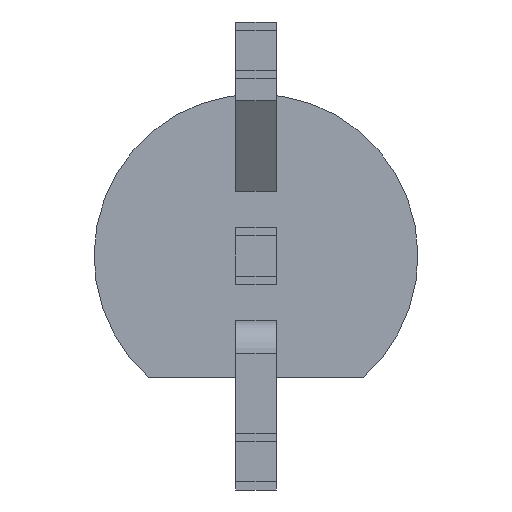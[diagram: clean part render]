
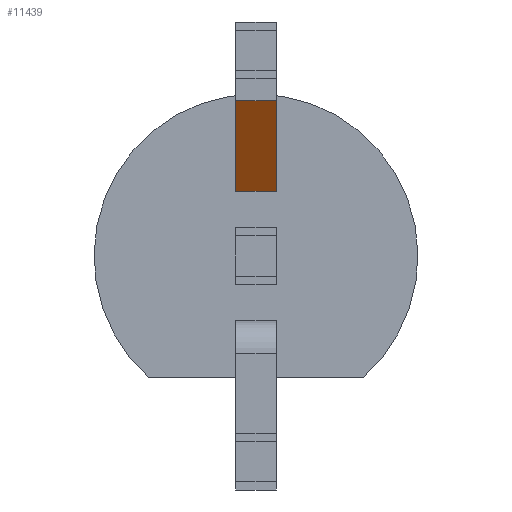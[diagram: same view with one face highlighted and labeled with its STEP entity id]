
A CAD part, front view. The second image highlights one B-rep face of the part: STEP entity #11439.
In plain terms, the highlighted planar face has unit normal (0, -0.82, -0.572).
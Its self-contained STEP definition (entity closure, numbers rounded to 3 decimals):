
#10102 = PLANE('',#10103);
#10103 = AXIS2_PLACEMENT_3D('',#10104,#10105,#10106);
#10104 = CARTESIAN_POINT('',(0.25,-33.104,-0.745));
#10105 = DIRECTION('',(-1.,0.,-0.));
#10106 = DIRECTION('',(0.,0.,1.));
#10130 = PLANE('',#10131);
#10131 = AXIS2_PLACEMENT_3D('',#10132,#10133,#10134);
#10132 = CARTESIAN_POINT('',(0.25,-33.104,0.8));
#10133 = DIRECTION('',(0.,0.,-1.));
#10134 = DIRECTION('',(0.,1.,0.));
#10158 = PLANE('',#10159);
#10159 = AXIS2_PLACEMENT_3D('',#10160,#10161,#10162);
#10160 = CARTESIAN_POINT('',(-0.25,-33.104,-0.745));
#10161 = DIRECTION('',(-1.,0.,-0.));
#10162 = DIRECTION('',(0.,0.,1.));
#11330 = PLANE('',#11331);
#11331 = AXIS2_PLACEMENT_3D('',#11332,#11333,#11334);
#11332 = CARTESIAN_POINT('',(0.25,-33.104,1.916));
#11333 = DIRECTION('',(0.,0.,-1.));
#11334 = DIRECTION('',(-1.,0.,-0.));
#11368 = VERTEX_POINT('',#11369);
#11369 = CARTESIAN_POINT('',(-0.25,-1.322,1.916));
#11390 = EDGE_CURVE('',#11391,#11368,#11393,.T.);
#11391 = VERTEX_POINT('',#11392);
#11392 = CARTESIAN_POINT('',(0.25,-1.322,1.916));
#11393 = SURFACE_CURVE('',#11394,(#11398,#11405),.PCURVE_S1.);
#11394 = LINE('',#11395,#11396);
#11395 = CARTESIAN_POINT('',(0.25,-1.322,1.916));
#11396 = VECTOR('',#11397,1.);
#11397 = DIRECTION('',(-1.,-0.,-0.));
#11398 = PCURVE('',#11330,#11399);
#11399 = DEFINITIONAL_REPRESENTATION('',(#11400),#11404);
#11400 = LINE('',#11401,#11402);
#11401 = CARTESIAN_POINT('',(0.,31.781));
#11402 = VECTOR('',#11403,1.);
#11403 = DIRECTION('',(1.,0.));
#11404 = ( GEOMETRIC_REPRESENTATION_CONTEXT(2) 
PARAMETRIC_REPRESENTATION_CONTEXT() REPRESENTATION_CONTEXT('2D SPACE',''
  ) );
#11405 = PCURVE('',#11406,#11411);
#11406 = PLANE('',#11407);
#11407 = AXIS2_PLACEMENT_3D('',#11408,#11409,#11410);
#11408 = CARTESIAN_POINT('',(0.25,-10.474,15.038));
#11409 = DIRECTION('',(0.,-0.82,-0.572));
#11410 = DIRECTION('',(0.,0.572,-0.82));
#11411 = DEFINITIONAL_REPRESENTATION('',(#11412),#11416);
#11412 = LINE('',#11413,#11414);
#11413 = CARTESIAN_POINT('',(15.998,0.));
#11414 = VECTOR('',#11415,1.);
#11415 = DIRECTION('',(0.,-1.));
#11416 = ( GEOMETRIC_REPRESENTATION_CONTEXT(2) 
PARAMETRIC_REPRESENTATION_CONTEXT() REPRESENTATION_CONTEXT('2D SPACE',''
  ) );
#11439 = ADVANCED_FACE('',(#11440),#11406,.T.);
#11440 = FACE_BOUND('',#11441,.T.);
#11441 = EDGE_LOOP('',(#11442,#11465,#11488,#11509));
#11442 = ORIENTED_EDGE('',*,*,#11443,.F.);
#11443 = EDGE_CURVE('',#11444,#11368,#11446,.T.);
#11444 = VERTEX_POINT('',#11445);
#11445 = CARTESIAN_POINT('',(-0.25,-0.544,0.8));
#11446 = SURFACE_CURVE('',#11447,(#11451,#11458),.PCURVE_S1.);
#11447 = LINE('',#11448,#11449);
#11448 = CARTESIAN_POINT('',(-0.25,-10.474,15.038));
#11449 = VECTOR('',#11450,1.);
#11450 = DIRECTION('',(0.,-0.572,0.82));
#11451 = PCURVE('',#11406,#11452);
#11452 = DEFINITIONAL_REPRESENTATION('',(#11453),#11457);
#11453 = LINE('',#11454,#11455);
#11454 = CARTESIAN_POINT('',(0.,-0.5));
#11455 = VECTOR('',#11456,1.);
#11456 = DIRECTION('',(-1.,0.));
#11457 = ( GEOMETRIC_REPRESENTATION_CONTEXT(2) 
PARAMETRIC_REPRESENTATION_CONTEXT() REPRESENTATION_CONTEXT('2D SPACE',''
  ) );
#11458 = PCURVE('',#10158,#11459);
#11459 = DEFINITIONAL_REPRESENTATION('',(#11460),#11464);
#11460 = LINE('',#11461,#11462);
#11461 = CARTESIAN_POINT('',(15.783,22.63));
#11462 = VECTOR('',#11463,1.);
#11463 = DIRECTION('',(0.82,-0.572));
#11464 = ( GEOMETRIC_REPRESENTATION_CONTEXT(2) 
PARAMETRIC_REPRESENTATION_CONTEXT() REPRESENTATION_CONTEXT('2D SPACE',''
  ) );
#11465 = ORIENTED_EDGE('',*,*,#11466,.F.);
#11466 = EDGE_CURVE('',#11467,#11444,#11469,.T.);
#11467 = VERTEX_POINT('',#11468);
#11468 = CARTESIAN_POINT('',(0.25,-0.544,0.8));
#11469 = SURFACE_CURVE('',#11470,(#11474,#11481),.PCURVE_S1.);
#11470 = LINE('',#11471,#11472);
#11471 = CARTESIAN_POINT('',(0.25,-0.544,0.8));
#11472 = VECTOR('',#11473,1.);
#11473 = DIRECTION('',(-1.,-0.,-0.));
#11474 = PCURVE('',#11406,#11475);
#11475 = DEFINITIONAL_REPRESENTATION('',(#11476),#11480);
#11476 = LINE('',#11477,#11478);
#11477 = CARTESIAN_POINT('',(17.359,0.));
#11478 = VECTOR('',#11479,1.);
#11479 = DIRECTION('',(0.,-1.));
#11480 = ( GEOMETRIC_REPRESENTATION_CONTEXT(2) 
PARAMETRIC_REPRESENTATION_CONTEXT() REPRESENTATION_CONTEXT('2D SPACE',''
  ) );
#11481 = PCURVE('',#10130,#11482);
#11482 = DEFINITIONAL_REPRESENTATION('',(#11483),#11487);
#11483 = LINE('',#11484,#11485);
#11484 = CARTESIAN_POINT('',(32.56,0.));
#11485 = VECTOR('',#11486,1.);
#11486 = DIRECTION('',(0.,-1.));
#11487 = ( GEOMETRIC_REPRESENTATION_CONTEXT(2) 
PARAMETRIC_REPRESENTATION_CONTEXT() REPRESENTATION_CONTEXT('2D SPACE',''
  ) );
#11488 = ORIENTED_EDGE('',*,*,#11489,.T.);
#11489 = EDGE_CURVE('',#11467,#11391,#11490,.T.);
#11490 = SURFACE_CURVE('',#11491,(#11495,#11502),.PCURVE_S1.);
#11491 = LINE('',#11492,#11493);
#11492 = CARTESIAN_POINT('',(0.25,-10.474,15.038));
#11493 = VECTOR('',#11494,1.);
#11494 = DIRECTION('',(0.,-0.572,0.82));
#11495 = PCURVE('',#11406,#11496);
#11496 = DEFINITIONAL_REPRESENTATION('',(#11497),#11501);
#11497 = LINE('',#11498,#11499);
#11498 = CARTESIAN_POINT('',(0.,0.));
#11499 = VECTOR('',#11500,1.);
#11500 = DIRECTION('',(-1.,0.));
#11501 = ( GEOMETRIC_REPRESENTATION_CONTEXT(2) 
PARAMETRIC_REPRESENTATION_CONTEXT() REPRESENTATION_CONTEXT('2D SPACE',''
  ) );
#11502 = PCURVE('',#10102,#11503);
#11503 = DEFINITIONAL_REPRESENTATION('',(#11504),#11508);
#11504 = LINE('',#11505,#11506);
#11505 = CARTESIAN_POINT('',(15.783,22.63));
#11506 = VECTOR('',#11507,1.);
#11507 = DIRECTION('',(0.82,-0.572));
#11508 = ( GEOMETRIC_REPRESENTATION_CONTEXT(2) 
PARAMETRIC_REPRESENTATION_CONTEXT() REPRESENTATION_CONTEXT('2D SPACE',''
  ) );
#11509 = ORIENTED_EDGE('',*,*,#11390,.T.);
